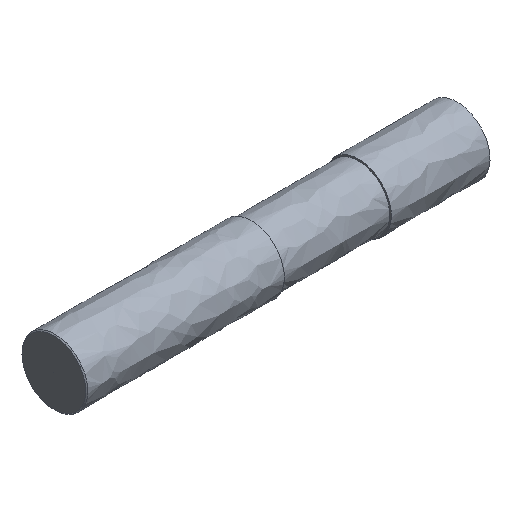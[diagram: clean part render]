
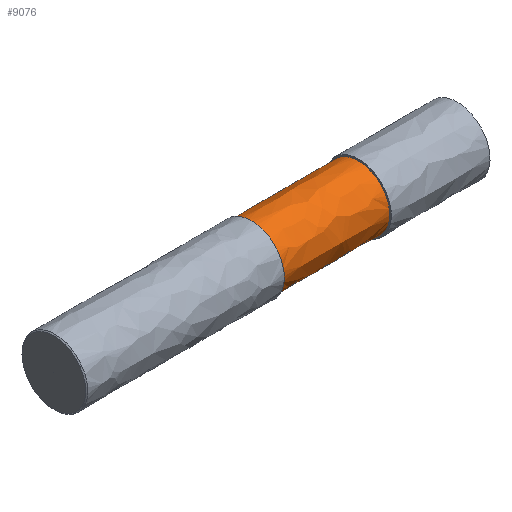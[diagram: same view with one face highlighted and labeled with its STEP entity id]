
A CAD part, isometric view. The second image highlights one B-rep face of the part: STEP entity #9076.
In plain terms, the highlighted free-form (B-spline) face has degree [5, 3] with [6, 4] control points.
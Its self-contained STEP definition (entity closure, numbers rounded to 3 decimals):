
#8982 = CARTESIAN_POINT ('', (-24., 7.6, 0.));
#8983 = VERTEX_POINT ('', #8982);
#8991 = CARTESIAN_POINT ('', (-24., 7.6, 0.));
#8992 = CARTESIAN_POINT ('', (-24., 7.6, -30.4));
#8993 = CARTESIAN_POINT ('', (-24., -22.8, -15.2));
#8994 = CARTESIAN_POINT ('', (-24., -22.8, 15.2));
#8995 = CARTESIAN_POINT ('', (-24., 7.6, 30.4));
#8996 = CARTESIAN_POINT ('', (-24., 7.6, 0.));
#8997 = (
   BOUNDED_CURVE ()
   B_SPLINE_CURVE (5, (#8991, #8992, #8993, #8994, #8995, #8996), .UNSPECIFIED., .T., .U.)
   B_SPLINE_CURVE_WITH_KNOTS ((6, 6), (0., 1.), .UNSPECIFIED.)
   CURVE ()
   GEOMETRIC_REPRESENTATION_ITEM ()
   RATIONAL_B_SPLINE_CURVE ((5., 1., 1., 1., 1., 5.))
   REPRESENTATION_ITEM ('')
);
#8998 = EDGE_CURVE ('', #8983, #8983, #8997, .T.);
#9029 = ORIENTED_EDGE ('', *, *, #8998, .T.);
#9030 = CARTESIAN_POINT ('', (-50., 7.6, 0.));
#9031 = VERTEX_POINT ('', #9030);
#9032 = CARTESIAN_POINT ('', (-50., 7.6, 0.));
#9033 = CARTESIAN_POINT ('', (-41.333, 7.6, 0.));
#9034 = CARTESIAN_POINT ('', (-32.667, 7.6, 0.));
#9035 = CARTESIAN_POINT ('', (-24., 7.6, 0.));
#9036 = B_SPLINE_CURVE_WITH_KNOTS ('', 3, (#9032, #9033, #9034, #9035), .UNSPECIFIED., .F., .U., (4, 4), (0., 1.), .UNSPECIFIED.);
#9037 = EDGE_CURVE ('', #9031, #8983, #9036, .T.);
#9038 = ORIENTED_EDGE ('', *, *, #9037, .F.);
#9039 = CARTESIAN_POINT ('', (-50., 7.6, 0.));
#9040 = CARTESIAN_POINT ('', (-50., 7.6, -30.4));
#9041 = CARTESIAN_POINT ('', (-50., -22.8, -15.2));
#9042 = CARTESIAN_POINT ('', (-50., -22.8, 15.2));
#9043 = CARTESIAN_POINT ('', (-50., 7.6, 30.4));
#9044 = CARTESIAN_POINT ('', (-50., 7.6, 0.));
#9045 = (
   BOUNDED_CURVE ()
   B_SPLINE_CURVE (5, (#9039, #9040, #9041, #9042, #9043, #9044), .UNSPECIFIED., .T., .U.)
   B_SPLINE_CURVE_WITH_KNOTS ((6, 6), (0., 1.), .UNSPECIFIED.)
   CURVE ()
   GEOMETRIC_REPRESENTATION_ITEM ()
   RATIONAL_B_SPLINE_CURVE ((5., 1., 1., 1., 1., 5.))
   REPRESENTATION_ITEM ('')
);
#9046 = EDGE_CURVE ('', #9031, #9031, #9045, .T.);
#9047 = ORIENTED_EDGE ('', *, *, #9046, .F.);
#9048 = ORIENTED_EDGE ('', *, *, #9037, .T.);
#9049 = EDGE_LOOP ('', (#9029, #9038, #9047, #9048));
#9050 = FACE_OUTER_BOUND ('', #9049, .T.);
#9051 = CARTESIAN_POINT ('', (-50., 7.6, 0.));
#9052 = CARTESIAN_POINT ('', (-41.333, 7.6, 0.));
#9053 = CARTESIAN_POINT ('', (-32.667, 7.6, 0.));
#9054 = CARTESIAN_POINT ('', (-24., 7.6, 0.));
#9055 = CARTESIAN_POINT ('', (-50., 7.6, 30.4));
#9056 = CARTESIAN_POINT ('', (-41.333, 7.6, 30.4));
#9057 = CARTESIAN_POINT ('', (-32.667, 7.6, 30.4));
#9058 = CARTESIAN_POINT ('', (-24., 7.6, 30.4));
#9059 = CARTESIAN_POINT ('', (-50., -22.8, 15.2));
#9060 = CARTESIAN_POINT ('', (-41.333, -22.8, 15.2));
#9061 = CARTESIAN_POINT ('', (-32.667, -22.8, 15.2));
#9062 = CARTESIAN_POINT ('', (-24., -22.8, 15.2));
#9063 = CARTESIAN_POINT ('', (-50., -22.8, -15.2));
#9064 = CARTESIAN_POINT ('', (-41.333, -22.8, -15.2));
#9065 = CARTESIAN_POINT ('', (-32.667, -22.8, -15.2));
#9066 = CARTESIAN_POINT ('', (-24., -22.8, -15.2));
#9067 = CARTESIAN_POINT ('', (-50., 7.6, -30.4));
#9068 = CARTESIAN_POINT ('', (-41.333, 7.6, -30.4));
#9069 = CARTESIAN_POINT ('', (-32.667, 7.6, -30.4));
#9070 = CARTESIAN_POINT ('', (-24., 7.6, -30.4));
#9071 = CARTESIAN_POINT ('', (-50., 7.6, 0.));
#9072 = CARTESIAN_POINT ('', (-41.333, 7.6, 0.));
#9073 = CARTESIAN_POINT ('', (-32.667, 7.6, 0.));
#9074 = CARTESIAN_POINT ('', (-24., 7.6, 0.));
#9075 = (
   BOUNDED_SURFACE ()
   B_SPLINE_SURFACE (5, 3, ((#9051, #9052, #9053, #9054), (#9055, #9056, #9057, #9058), (#9059, #9060, #9061, #9062), (#9063, #9064, #9065, #9066), (#9067, #9068, #9069, #9070), (#9071, #9072, #9073, #9074)), .UNSPECIFIED., .T., .F., .U.)
   B_SPLINE_SURFACE_WITH_KNOTS ((6, 6), (4, 4), (0., 1.), (0., 1.), .UNSPECIFIED.)
   SURFACE ()
   GEOMETRIC_REPRESENTATION_ITEM ()
   RATIONAL_B_SPLINE_SURFACE (((5., 5., 5., 5.), (1., 1., 1., 1.), (1., 1., 1., 1.), (1., 1., 1., 1.), (1., 1., 1., 1.), (5., 5., 5., 5.)))
   REPRESENTATION_ITEM ('')
);
#9076 = ADVANCED_FACE ('', (#9050), #9075, .T.);
